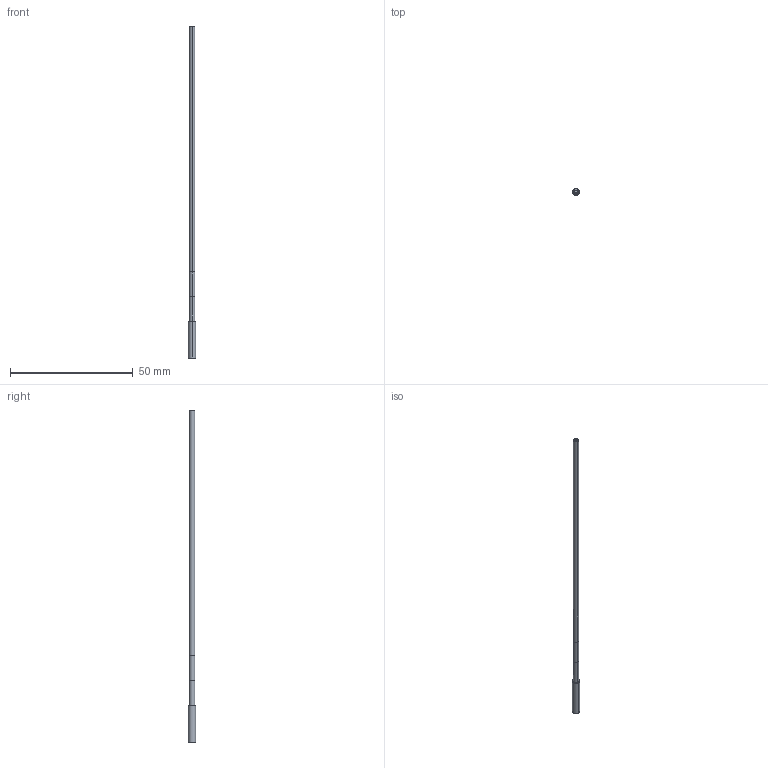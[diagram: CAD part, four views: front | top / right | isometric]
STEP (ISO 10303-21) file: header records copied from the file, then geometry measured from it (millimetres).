
FILE_DESCRIPTION((''),'2;1');
FILE_NAME('193317_ASM','2016-02-10T',('pdmadmin'),(''),'PRO/ENGINEER BY PARAMETRIC TECHNOLOGY CORPORATION, 2013230','PRO/ENGINEER BY PARAMETRIC TECHNOLOGY CORPORATION, 2013230','');
FILE_SCHEMA(('CONFIG_CONTROL_DESIGN'));
Length unit declared in the file: inch
Products named in the file (5): 39114; 51022; FIBER_CORE_1MM; 56091_ASM; 193317_ASM
Assembly tree (4 placements, depth 3):
  193317_ASM
    56091_ASM
      39114
      51022
      FIBER_CORE_1MM
Bounding box: 3 x 3 x 134.99 mm (x, y, z)
Volume: 552.6 mm3; surface area: 1621.9 mm2
Topology: 3 solids, 4 shells, 28 faces, 54 edges, 32 vertices
Faces by surface type: cylinder 16, plane 6, bspline 4, cone 2
Entity records: 1033 total; most frequent: CARTESIAN_POINT 312, DIRECTION 158, ORIENTED_EDGE 104, AXIS2_PLACEMENT_3D 70, EDGE_CURVE 54, VERTEX_POINT 32, CIRCLE 32, EDGE_LOOP 30
